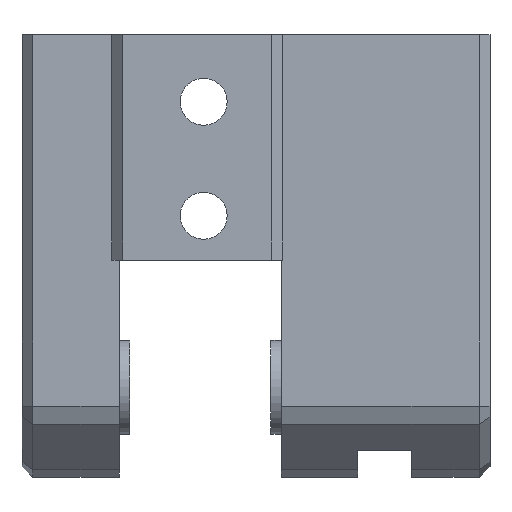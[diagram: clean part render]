
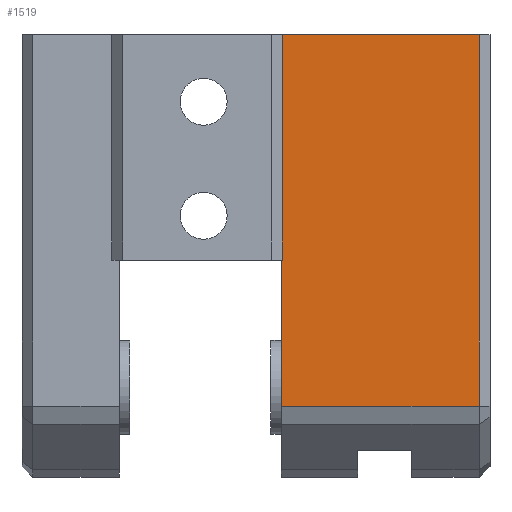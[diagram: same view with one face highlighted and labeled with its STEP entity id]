
A CAD part, left-side view. The second image highlights one B-rep face of the part: STEP entity #1519.
In plain terms, the highlighted planar face has unit normal (-1, 0, 0).
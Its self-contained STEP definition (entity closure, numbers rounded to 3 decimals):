
#535 = VERTEX_POINT('',#536);
#536 = CARTESIAN_POINT('',(0.25,-19.5,33.));
#542 = EDGE_CURVE('',#543,#535,#545,.T.);
#543 = VERTEX_POINT('',#544);
#544 = CARTESIAN_POINT('',(0.25,-34.2,33.));
#545 = LINE('',#546,#547);
#546 = CARTESIAN_POINT('',(0.25,-19.6,33.));
#547 = VECTOR('',#548,1.);
#548 = DIRECTION('',(0.,1.,0.));
#662 = VERTEX_POINT('',#663);
#663 = CARTESIAN_POINT('',(0.25,-19.45,16.2));
#669 = EDGE_CURVE('',#662,#670,#672,.T.);
#670 = VERTEX_POINT('',#671);
#671 = CARTESIAN_POINT('',(0.25,-19.45,5.31));
#672 = LINE('',#673,#674);
#673 = CARTESIAN_POINT('',(0.25,-19.45,4.61));
#674 = VECTOR('',#675,1.);
#675 = DIRECTION('',(-0.,0.,-1.));
#728 = EDGE_CURVE('',#662,#729,#731,.T.);
#729 = VERTEX_POINT('',#730);
#730 = CARTESIAN_POINT('',(0.25,-19.5,16.2));
#731 = LINE('',#732,#733);
#732 = CARTESIAN_POINT('',(0.25,-6.7,16.2));
#733 = VECTOR('',#734,1.);
#734 = DIRECTION('',(0.,-1.,0.));
#1103 = VERTEX_POINT('',#1104);
#1104 = CARTESIAN_POINT('',(0.25,-34.2,5.31));
#1110 = EDGE_CURVE('',#670,#1103,#1111,.T.);
#1111 = LINE('',#1112,#1113);
#1112 = CARTESIAN_POINT('',(0.25,-19.45,5.31));
#1113 = VECTOR('',#1114,1.);
#1114 = DIRECTION('',(0.,-1.,0.));
#1507 = EDGE_CURVE('',#729,#535,#1508,.T.);
#1508 = LINE('',#1509,#1510);
#1509 = CARTESIAN_POINT('',(0.25,-19.5,16.2));
#1510 = VECTOR('',#1511,1.);
#1511 = DIRECTION('',(0.,0.,1.));
#1519 = ADVANCED_FACE('',(#1520),#1533,.T.);
#1520 = FACE_BOUND('',#1521,.T.);
#1521 = EDGE_LOOP('',(#1522,#1523,#1524,#1525,#1526,#1527));
#1522 = ORIENTED_EDGE('',*,*,#542,.T.);
#1523 = ORIENTED_EDGE('',*,*,#1507,.F.);
#1524 = ORIENTED_EDGE('',*,*,#728,.F.);
#1525 = ORIENTED_EDGE('',*,*,#669,.T.);
#1526 = ORIENTED_EDGE('',*,*,#1110,.T.);
#1527 = ORIENTED_EDGE('',*,*,#1528,.T.);
#1528 = EDGE_CURVE('',#1103,#543,#1529,.T.);
#1529 = LINE('',#1530,#1531);
#1530 = CARTESIAN_POINT('',(0.25,-34.2,4.51));
#1531 = VECTOR('',#1532,1.);
#1532 = DIRECTION('',(0.,0.,1.));
#1533 = PLANE('',#1534);
#1534 = AXIS2_PLACEMENT_3D('',#1535,#1536,#1537);
#1535 = CARTESIAN_POINT('',(0.25,-27.235,18.745));
#1536 = DIRECTION('',(-1.,0.,0.));
#1537 = DIRECTION('',(0.,-1.,0.));
